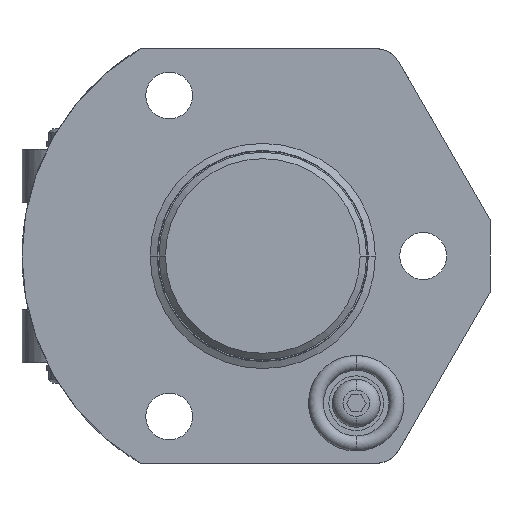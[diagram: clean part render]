
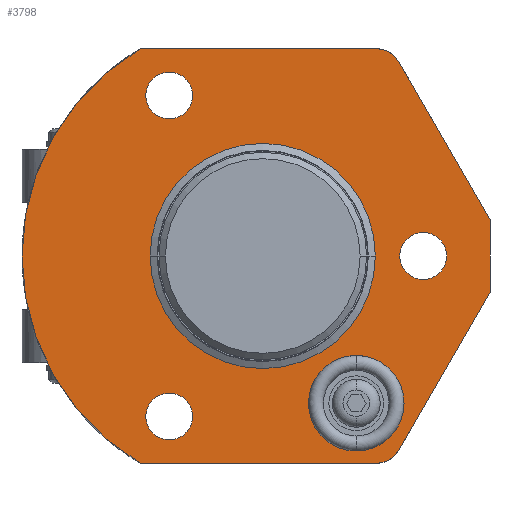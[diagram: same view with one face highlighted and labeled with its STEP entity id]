
A CAD part, front view. The second image highlights one B-rep face of the part: STEP entity #3798.
In plain terms, the highlighted planar face has unit normal (0, -1, 0).
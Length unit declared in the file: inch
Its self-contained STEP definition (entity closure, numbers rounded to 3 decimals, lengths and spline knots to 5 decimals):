
#952=CARTESIAN_POINT('',(0.,0.,0.));
#953=DIRECTION('',(0.,-1.,0.));
#954=DIRECTION('',(-0.509,0.,0.861));
#955=AXIS2_PLACEMENT_3D('',#952,#953,#954);
#1083=CARTESIAN_POINT('',(0.,0.,0.));
#1084=DIRECTION('',(0.,1.,0.));
#1085=DIRECTION('',(1.,0.,0.));
#1086=AXIS2_PLACEMENT_3D('',#1083,#1084,#1085);
#1088=CARTESIAN_POINT('',(0.,0.,0.));
#1089=DIRECTION('',(0.,1.,0.));
#1090=DIRECTION('',(-1.,0.,0.));
#1091=AXIS2_PLACEMENT_3D('',#1088,#1089,#1090);
#1093=CARTESIAN_POINT('',(0.75,0.,0.));
#1094=DIRECTION('',(0.,-1.,0.));
#1095=DIRECTION('',(1.,0.,0.));
#1096=AXIS2_PLACEMENT_3D('',#1093,#1094,#1095);
#1098=CARTESIAN_POINT('',(0.75,0.,0.));
#1099=DIRECTION('',(0.,-1.,0.));
#1100=DIRECTION('',(-1.,0.,0.));
#1101=AXIS2_PLACEMENT_3D('',#1098,#1099,#1100);
#1103=CARTESIAN_POINT('',(-0.437,0.,0.75));
#1104=DIRECTION('',(0.,-1.,0.));
#1105=DIRECTION('',(1.,0.,0.));
#1106=AXIS2_PLACEMENT_3D('',#1103,#1104,#1105);
#1108=CARTESIAN_POINT('',(-0.437,0.,0.75));
#1109=DIRECTION('',(0.,-1.,0.));
#1110=DIRECTION('',(-1.,0.,0.));
#1111=AXIS2_PLACEMENT_3D('',#1108,#1109,#1110);
#1113=CARTESIAN_POINT('',(-0.437,0.,-0.75));
#1114=DIRECTION('',(0.,-1.,0.));
#1115=DIRECTION('',(1.,0.,0.));
#1116=AXIS2_PLACEMENT_3D('',#1113,#1114,#1115);
#1118=CARTESIAN_POINT('',(-0.437,0.,-0.75));
#1119=DIRECTION('',(0.,-1.,0.));
#1120=DIRECTION('',(-1.,0.,0.));
#1121=AXIS2_PLACEMENT_3D('',#1118,#1119,#1120);
#1123=CARTESIAN_POINT('',(0.437,0.,-0.688));
#1124=DIRECTION('',(0.,-1.,0.));
#1125=DIRECTION('',(-1.,0.,0.));
#1126=AXIS2_PLACEMENT_3D('',#1123,#1124,#1125);
#1128=CARTESIAN_POINT('',(0.437,0.,-0.688));
#1129=DIRECTION('',(0.,-1.,0.));
#1130=DIRECTION('',(1.,0.,0.));
#1131=AXIS2_PLACEMENT_3D('',#1128,#1129,#1130);
#1133=DIRECTION('',(-0.5,0.,0.866));
#1134=VECTOR('',#1133,0.85472);
#1135=CARTESIAN_POINT('',(1.062,0.,0.16829));
#1136=LINE('',#1135,#1134);
#1137=DIRECTION('',(0.,0.,1.));
#1138=VECTOR('',#1137,0.33659);
#1139=CARTESIAN_POINT('',(1.062,0.,-0.16829));
#1140=LINE('',#1139,#1138);
#1141=DIRECTION('',(0.5,0.,0.866));
#1142=VECTOR('',#1141,0.85472);
#1143=CARTESIAN_POINT('',(0.63464,0.,-0.9085));
#1144=LINE('',#1143,#1142);
#1145=DIRECTION('',(1.,0.,0.));
#1146=VECTOR('',#1145,1.10311);
#1147=CARTESIAN_POINT('',(-0.57239,0.,-0.9685));
#1148=LINE('',#1147,#1146);
#1149=DIRECTION('',(1.,0.,0.));
#1150=VECTOR('',#1149,1.10311);
#1151=CARTESIAN_POINT('',(-0.57239,0.,0.9685));
#1152=LINE('',#1151,#1150);
#1436=CARTESIAN_POINT('',(0.53072,0.,-0.8485));
#1437=DIRECTION('',(0.,-1.,0.));
#1438=DIRECTION('',(0.,0.,-1.));
#1439=AXIS2_PLACEMENT_3D('',#1436,#1437,#1438);
#1511=CARTESIAN_POINT('',(0.53072,0.,0.8485));
#1512=DIRECTION('',(0.,-1.,0.));
#1513=DIRECTION('',(0.866,0.,0.5));
#1514=AXIS2_PLACEMENT_3D('',#1511,#1512,#1513);
#2129=CARTESIAN_POINT('',(-0.57239,0.,0.9685));
#2130=CARTESIAN_POINT('',(-0.57239,0.,-0.9685));
#2131=VERTEX_POINT('',#2129);
#2132=VERTEX_POINT('',#2130);
#2133=CARTESIAN_POINT('',(1.062,0.,-0.16829));
#2134=CARTESIAN_POINT('',(1.062,0.,0.16829));
#2135=VERTEX_POINT('',#2133);
#2136=VERTEX_POINT('',#2134);
#2137=CARTESIAN_POINT('',(0.8595,0.,0.));
#2138=CARTESIAN_POINT('',(0.6405,0.,0.));
#2139=VERTEX_POINT('',#2137);
#2140=VERTEX_POINT('',#2138);
#2153=CARTESIAN_POINT('',(-0.3275,0.,-0.75));
#2154=CARTESIAN_POINT('',(-0.5465,0.,-0.75));
#2155=VERTEX_POINT('',#2153);
#2156=VERTEX_POINT('',#2154);
#2161=CARTESIAN_POINT('',(-0.3275,0.,0.75));
#2162=CARTESIAN_POINT('',(-0.5465,0.,0.75));
#2163=VERTEX_POINT('',#2161);
#2164=VERTEX_POINT('',#2162);
#2210=CARTESIAN_POINT('',(0.21375,0.,-0.688));
#2211=CARTESIAN_POINT('',(0.66025,0.,-0.688));
#2212=VERTEX_POINT('',#2210);
#2213=VERTEX_POINT('',#2211);
#2214=CARTESIAN_POINT('',(0.53072,0.,0.9685));
#2216=VERTEX_POINT('',#2214);
#2219=CARTESIAN_POINT('',(0.63464,0.,0.9085));
#2220=VERTEX_POINT('',#2219);
#2221=CARTESIAN_POINT('',(0.63464,0.,-0.9085));
#2223=VERTEX_POINT('',#2221);
#2226=CARTESIAN_POINT('',(0.53072,0.,-0.9685));
#2227=VERTEX_POINT('',#2226);
#2232=CARTESIAN_POINT('',(0.485,0.,0.));
#2233=CARTESIAN_POINT('',(-0.485,0.,0.));
#2234=VERTEX_POINT('',#2232);
#2235=VERTEX_POINT('',#2233);
#3748=CARTESIAN_POINT('',(0.,0.,0.));
#3749=DIRECTION('',(0.,-1.,0.));
#3750=DIRECTION('',(1.,0.,0.));
#3751=AXIS2_PLACEMENT_3D('',#3748,#3749,#3750);
#3752=PLANE('',#3751);
#3754=ORIENTED_EDGE('',*,*,#3753,.F.);
#3756=ORIENTED_EDGE('',*,*,#3755,.F.);
#3758=ORIENTED_EDGE('',*,*,#3757,.F.);
#3760=ORIENTED_EDGE('',*,*,#3759,.F.);
#3762=ORIENTED_EDGE('',*,*,#3761,.F.);
#3764=ORIENTED_EDGE('',*,*,#3763,.F.);
#3765=ORIENTED_EDGE('',*,*,#3631,.F.);
#3767=ORIENTED_EDGE('',*,*,#3766,.T.);
#3768=EDGE_LOOP('',(#3754,#3756,#3758,#3760,#3762,#3764,#3765,#3767));
#3769=FACE_OUTER_BOUND('',#3768,.F.);
#3770=ORIENTED_EDGE('',*,*,#3728,.T.);
#3771=ORIENTED_EDGE('',*,*,#3742,.T.);
#3772=EDGE_LOOP('',(#3770,#3771));
#3773=FACE_BOUND('',#3772,.F.);
#3775=ORIENTED_EDGE('',*,*,#3774,.T.);
#3777=ORIENTED_EDGE('',*,*,#3776,.T.);
#3778=EDGE_LOOP('',(#3775,#3777));
#3779=FACE_BOUND('',#3778,.F.);
#3781=ORIENTED_EDGE('',*,*,#3780,.T.);
#3783=ORIENTED_EDGE('',*,*,#3782,.T.);
#3784=EDGE_LOOP('',(#3781,#3783));
#3785=FACE_BOUND('',#3784,.F.);
#3787=ORIENTED_EDGE('',*,*,#3786,.T.);
#3789=ORIENTED_EDGE('',*,*,#3788,.T.);
#3790=EDGE_LOOP('',(#3787,#3789));
#3791=FACE_BOUND('',#3790,.F.);
#3793=ORIENTED_EDGE('',*,*,#3792,.F.);
#3795=ORIENTED_EDGE('',*,*,#3794,.F.);
#3796=EDGE_LOOP('',(#3793,#3795));
#3797=FACE_BOUND('',#3796,.F.);
#956=CIRCLE('',#955,1.125);
#1087=CIRCLE('',#1086,0.485);
#1092=CIRCLE('',#1091,0.485);
#1097=CIRCLE('',#1096,0.1095);
#1102=CIRCLE('',#1101,0.1095);
#1107=CIRCLE('',#1106,0.1095);
#1112=CIRCLE('',#1111,0.1095);
#1117=CIRCLE('',#1116,0.1095);
#1122=CIRCLE('',#1121,0.1095);
#1127=CIRCLE('',#1126,0.22325);
#1132=CIRCLE('',#1131,0.22325);
#1440=CIRCLE('',#1439,0.12);
#1515=CIRCLE('',#1514,0.12);
#3631=EDGE_CURVE('',#2131,#2132,#956,.T.);
#3728=EDGE_CURVE('',#2139,#2140,#1097,.T.);
#3742=EDGE_CURVE('',#2140,#2139,#1102,.T.);
#3753=EDGE_CURVE('',#2220,#2216,#1515,.T.);
#3755=EDGE_CURVE('',#2136,#2220,#1136,.T.);
#3757=EDGE_CURVE('',#2135,#2136,#1140,.T.);
#3759=EDGE_CURVE('',#2223,#2135,#1144,.T.);
#3761=EDGE_CURVE('',#2227,#2223,#1440,.T.);
#3763=EDGE_CURVE('',#2132,#2227,#1148,.T.);
#3766=EDGE_CURVE('',#2131,#2216,#1152,.T.);
#3774=EDGE_CURVE('',#2163,#2164,#1107,.T.);
#3776=EDGE_CURVE('',#2164,#2163,#1112,.T.);
#3780=EDGE_CURVE('',#2155,#2156,#1117,.T.);
#3782=EDGE_CURVE('',#2156,#2155,#1122,.T.);
#3786=EDGE_CURVE('',#2212,#2213,#1127,.T.);
#3788=EDGE_CURVE('',#2213,#2212,#1132,.T.);
#3792=EDGE_CURVE('',#2234,#2235,#1087,.T.);
#3794=EDGE_CURVE('',#2235,#2234,#1092,.T.);
#3798=ADVANCED_FACE('',(#3769,#3773,#3779,#3785,#3791,#3797),#3752,.T.);
